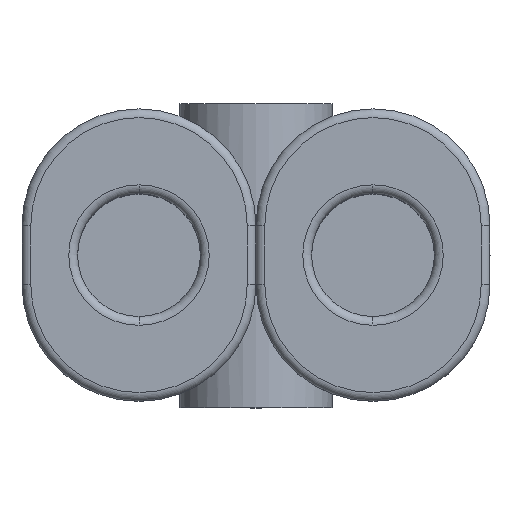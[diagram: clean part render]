
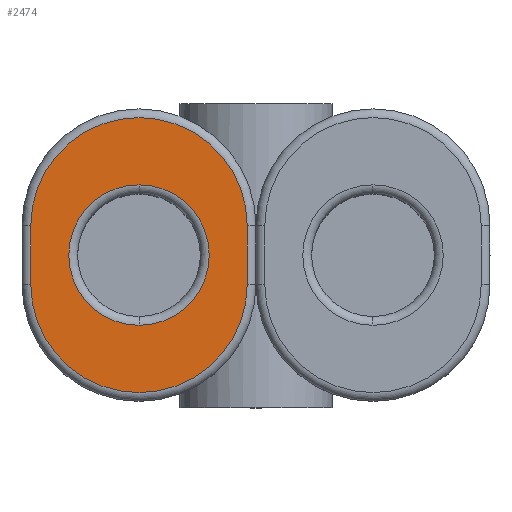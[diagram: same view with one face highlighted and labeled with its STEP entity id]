
A CAD part, top view. The second image highlights one B-rep face of the part: STEP entity #2474.
In plain terms, the highlighted planar face has unit normal (0, 0, 1).
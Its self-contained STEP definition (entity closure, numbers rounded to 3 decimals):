
#1207=CARTESIAN_POINT('',(-4.,2.4,15.35));
#1208=VERTEX_POINT('',#1207);
#1216=CARTESIAN_POINT('',(-4.,-2.4,15.35));
#1217=VERTEX_POINT('',#1216);
#1218=CARTESIAN_POINT('',(-4.0,0.,15.35));
#1219=DIRECTION('',(0.0,0.0,1.0));
#1220=DIRECTION('',(0.0,1.0,0.0));
#1221=AXIS2_PLACEMENT_3D('',#1218,#1219,#1220);
#1222=CIRCLE('',#1221,2.4);
#1223=EDGE_CURVE('',#1208,#1217,#1222,.T.);
#2294=CARTESIAN_POINT('',(-0.3,-1.,15.35));
#2295=VERTEX_POINT('',#2294);
#2296=CARTESIAN_POINT('',(-7.7,-1.,15.35));
#2297=VERTEX_POINT('',#2296);
#2298=CARTESIAN_POINT('',(-4.0,-1.,15.35));
#2299=DIRECTION('',(0.0,0.0,-1.0));
#2300=DIRECTION('',(0.0,-1.0,0.0));
#2301=AXIS2_PLACEMENT_3D('',#2298,#2299,#2300);
#2302=CIRCLE('',#2301,3.7);
#2303=EDGE_CURVE('',#2295,#2297,#2302,.T.);
#2338=CARTESIAN_POINT('',(-7.7,1.,15.35));
#2339=VERTEX_POINT('',#2338);
#2340=CARTESIAN_POINT('',(-7.7,-1.,15.35));
#2341=DIRECTION('',(0.0,1.0,0.0));
#2342=VECTOR('',#2341,2.);
#2343=LINE('',#2340,#2342);
#2344=EDGE_CURVE('',#2297,#2339,#2343,.T.);
#2378=CARTESIAN_POINT('',(-0.3,1.,15.35));
#2379=VERTEX_POINT('',#2378);
#2387=CARTESIAN_POINT('',(-0.3,1.,15.35));
#2388=DIRECTION('',(0.0,-1.0,0.0));
#2389=VECTOR('',#2388,2.0);
#2390=LINE('',#2387,#2389);
#2391=EDGE_CURVE('',#2379,#2295,#2390,.T.);
#2402=CARTESIAN_POINT('',(-4.0,1.,15.35));
#2403=DIRECTION('',(0.,0.,-1.0));
#2404=DIRECTION('',(0.,1.0,0.));
#2405=AXIS2_PLACEMENT_3D('',#2402,#2403,#2404);
#2406=CIRCLE('',#2405,3.7);
#2407=EDGE_CURVE('',#2339,#2379,#2406,.T.);
#2453=CARTESIAN_POINT('',(-4.0,0.,15.35));
#2454=DIRECTION('',(0.0,0.0,-1.0));
#2455=DIRECTION('',(0.0,1.0,0.0));
#2456=AXIS2_PLACEMENT_3D('',#2453,#2454,#2455);
#2457=PLANE('',#2456);
#2458=ORIENTED_EDGE('',*,*,#2303,.F.);
#2459=ORIENTED_EDGE('',*,*,#2391,.F.);
#2460=ORIENTED_EDGE('',*,*,#2407,.F.);
#2461=ORIENTED_EDGE('',*,*,#2344,.F.);
#2462=EDGE_LOOP('',(#2458,#2459,#2460,#2461));
#2463=FACE_OUTER_BOUND('',#2462,.T.);
#2464=CARTESIAN_POINT('',(-4.0,0.,15.35));
#2465=DIRECTION('',(0.0,0.0,1.0));
#2466=DIRECTION('',(0.0,1.0,0.0));
#2467=AXIS2_PLACEMENT_3D('',#2464,#2465,#2466);
#2468=CIRCLE('',#2467,2.4);
#2469=EDGE_CURVE('',#1217,#1208,#2468,.T.);
#2470=ORIENTED_EDGE('',*,*,#2469,.F.);
#2471=ORIENTED_EDGE('',*,*,#1223,.F.);
#2472=EDGE_LOOP('',(#2470,#2471));
#2473=FACE_BOUND('',#2472,.T.);
#2474=ADVANCED_FACE('',(#2463,#2473),#2457,.F.);
